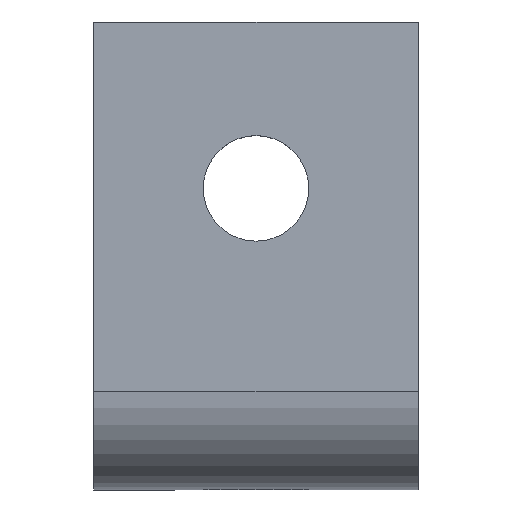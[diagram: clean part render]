
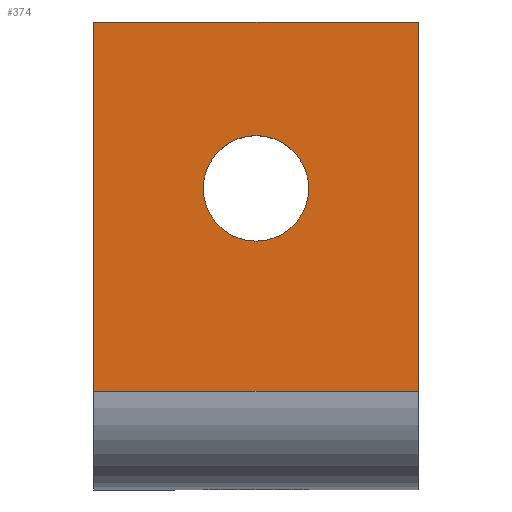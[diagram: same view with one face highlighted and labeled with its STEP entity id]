
A CAD part, top view. The second image highlights one B-rep face of the part: STEP entity #374.
In plain terms, the highlighted planar face has unit normal (0, 0, 1).
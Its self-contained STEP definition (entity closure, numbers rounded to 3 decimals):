
#5 = CARTESIAN_POINT ( 'NONE',  ( 20., -19.75, 0. ) ) ;
#8 = CARTESIAN_POINT ( 'NONE',  ( -20., -19.75, 0. ) ) ;
#22 = CARTESIAN_POINT ( 'NONE',  ( -20., 25.75, 0. ) ) ;
#36 = CARTESIAN_POINT ( 'NONE',  ( -6.5, 5.25, 0. ) ) ;
#41 = CARTESIAN_POINT ( 'NONE',  ( 20., 25.75, 0. ) ) ;
#85 = VERTEX_POINT ( 'NONE', #36 ) ;
#94 = DIRECTION ( 'NONE',  ( -1., 0., 0. ) ) ;
#99 = DIRECTION ( 'NONE',  ( -1., 0., 0. ) ) ;
#101 = CARTESIAN_POINT ( 'NONE',  ( -20., 25.75, 0. ) ) ;
#104 = DIRECTION ( 'NONE',  ( 1., 0., 0. ) ) ;
#105 = CARTESIAN_POINT ( 'NONE',  ( 20., 25.75, 0. ) ) ;
#110 = CARTESIAN_POINT ( 'NONE',  ( -20., -19.75, 0. ) ) ;
#160 = DIRECTION ( 'NONE',  ( -1., 0., 0. ) ) ;
#161 = DIRECTION ( 'NONE',  ( 0., 1., 0. ) ) ;
#162 = DIRECTION ( 'NONE',  ( 0., 0., -1. ) ) ;
#169 = PLANE ( 'NONE',  #337 ) ;
#176 = CARTESIAN_POINT ( 'NONE',  ( 20., -25.75, 0. ) ) ;
#203 = DIRECTION ( 'NONE',  ( 0., 0., -1. ) ) ;
#207 = DIRECTION ( 'NONE',  ( 0., -1., 0. ) ) ;
#208 = CARTESIAN_POINT ( 'NONE',  ( 0., 5.25, 0. ) ) ;
#213 = CARTESIAN_POINT ( 'NONE',  ( 20., 25.75, 0. ) ) ;
#266 = EDGE_LOOP ( 'NONE', ( #435 ) ) ;
#273 = EDGE_LOOP ( 'NONE', ( #436, #437, #438, #439 ) ) ;
#276 = VERTEX_POINT ( 'NONE', #8 ) ;
#282 = VERTEX_POINT ( 'NONE', #5 ) ;
#283 = VERTEX_POINT ( 'NONE', #22 ) ;
#302 = EDGE_CURVE ( 'NONE', #282, #425, #484, .T. ) ;
#305 = EDGE_CURVE ( 'NONE', #85, #85, #490, .T. ) ;
#310 = EDGE_CURVE ( 'NONE', #276, #282, #498, .T. ) ;
#312 = EDGE_CURVE ( 'NONE', #425, #283, #503, .T. ) ;
#315 = EDGE_CURVE ( 'NONE', #283, #276, #508, .T. ) ;
#328 = AXIS2_PLACEMENT_3D ( 'NONE', #208, #203, #99 ) ;
#337 = AXIS2_PLACEMENT_3D ( 'NONE', #176, #162, #160 ) ;
#374 = ADVANCED_FACE ( 'NONE', ( #514, #531 ), #169, .F. ) ;
#425 = VERTEX_POINT ( 'NONE', #41 ) ;
#435 = ORIENTED_EDGE ( 'NONE', *, *, #305, .T. ) ;
#436 = ORIENTED_EDGE ( 'NONE', *, *, #310, .T. ) ;
#437 = ORIENTED_EDGE ( 'NONE', *, *, #302, .T. ) ;
#438 = ORIENTED_EDGE ( 'NONE', *, *, #312, .T. ) ;
#439 = ORIENTED_EDGE ( 'NONE', *, *, #315, .T. ) ;
#484 = LINE ( 'NONE', #105, #487 ) ;
#487 = VECTOR ( 'NONE', #161, 1000. ) ;
#490 = CIRCLE ( 'NONE', #328, 6.5 ) ;
#498 = LINE ( 'NONE', #110, #501 ) ;
#501 = VECTOR ( 'NONE', #104, 1000. ) ;
#503 = LINE ( 'NONE', #213, #505 ) ;
#505 = VECTOR ( 'NONE', #94, 1000. ) ;
#508 = LINE ( 'NONE', #101, #510 ) ;
#510 = VECTOR ( 'NONE', #207, 1000. ) ;
#514 = FACE_BOUND ( 'NONE', #266, .T. ) ;
#531 = FACE_OUTER_BOUND ( 'NONE', #273, .T. ) ;
